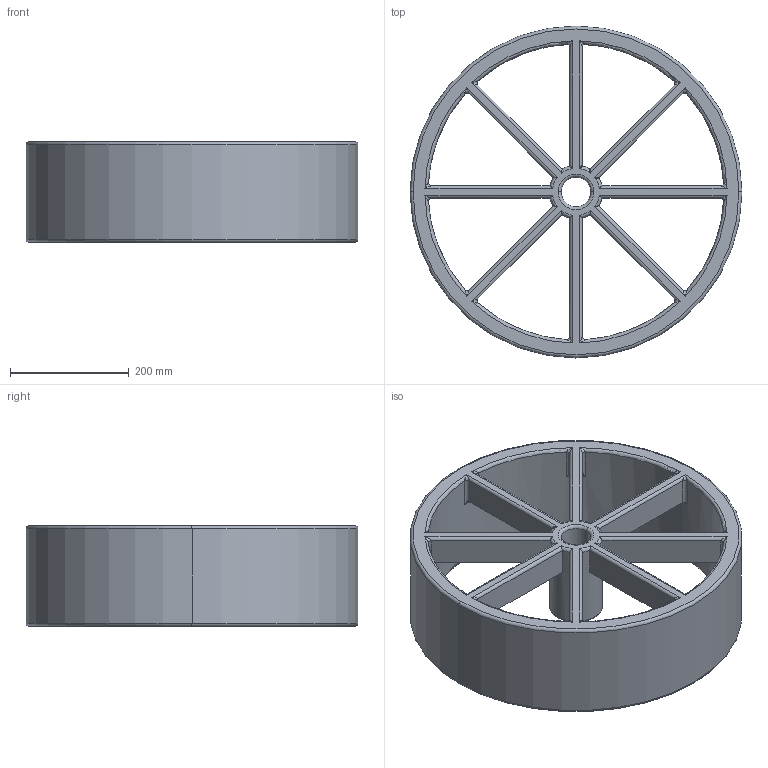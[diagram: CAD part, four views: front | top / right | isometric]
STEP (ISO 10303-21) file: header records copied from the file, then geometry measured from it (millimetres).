
FILE_DESCRIPTION (( 'STEP AP203' ), '1' );
FILE_NAME ('Wheels.STEP_Default_sldprt.step_Default_sldprt.STEP', '2023-03-16T03:30:36', ( '' ), ( '' ), 'SwSTEP 2.0', 'SolidWorks 2021', '' );
FILE_SCHEMA (( 'CONFIG_CONTROL_DESIGN' ));
Length unit declared in the file: millimetre
Products named in the file (1): Wheels.STEP_Default_sldprt.step_Default_sldprt
Bounding box: 560 x 560 x 170 mm (x, y, z)
Volume: 10828434.7 mm3; surface area: 932450.1 mm2
Topology: 1 solids, 1 shells, 150 faces, 384 edges, 205 vertices
Faces by surface type: cylinder 52, torus 43, bspline 28, plane 27
Entity records: 10014 total; most frequent: CARTESIAN_POINT 6613, ORIENTED_EDGE 720, DIRECTION 682, EDGE_CURVE 360, AXIS2_PLACEMENT_3D 283, VERTEX_POINT 205, EDGE_LOOP 161, CIRCLE 160
